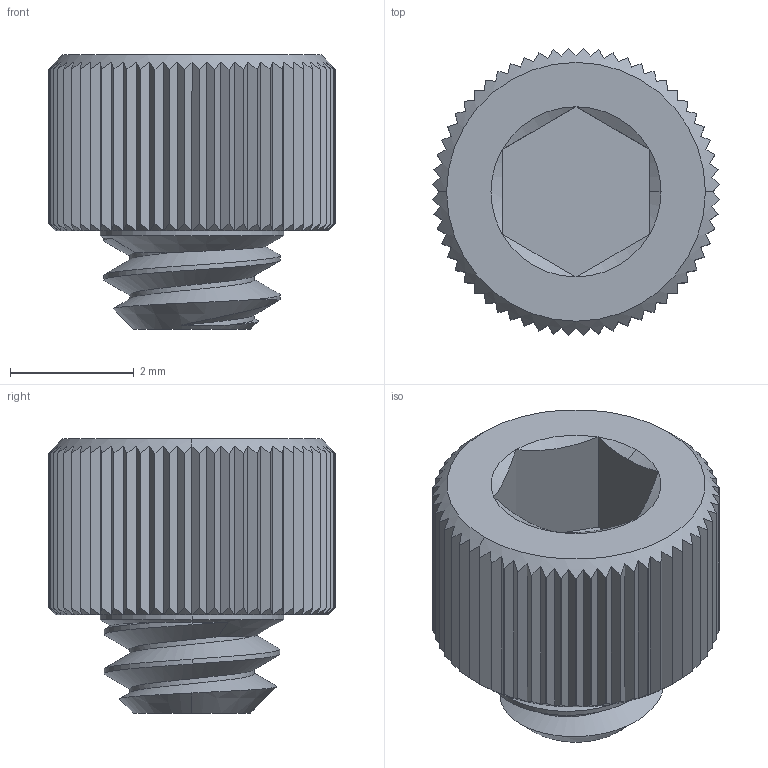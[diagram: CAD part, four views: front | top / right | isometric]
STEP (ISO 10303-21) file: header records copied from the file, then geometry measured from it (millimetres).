
FILE_DESCRIPTION (( 'STEP AP203' ), '1' );
FILE_NAME ('92196A951_18-8 Stainless Steel Socket Head Screw.STEP', '2023-12-07T15:10:12', ( 'Administrator' ), ( 'Managed by Terraform' ), 'SwSTEP 2.0', 'SolidWorks 2017', '' );
FILE_SCHEMA (( 'CONFIG_CONTROL_DESIGN' ));
Length unit declared in the file: inch
Products named in the file (1): 92196A951_18-8 Stainless Steel Socket Head Screw
Bounding box: 4.64 x 4.64 x 4.43 mm (x, y, z)
Volume: 44.3 mm3; surface area: 116.5 mm2
Topology: 1 solids, 1 shells, 273 faces, 669 edges, 400 vertices
Faces by surface type: plane 130, cone 73, cylinder 67, bspline 3
Entity records: 8617 total; most frequent: CARTESIAN_POINT 2558, ORIENTED_EDGE 1338, DIRECTION 1143, EDGE_CURVE 669, AXIS2_PLACEMENT_3D 469, VERTEX_POINT 400, EDGE_LOOP 275, ADVANCED_FACE 273
